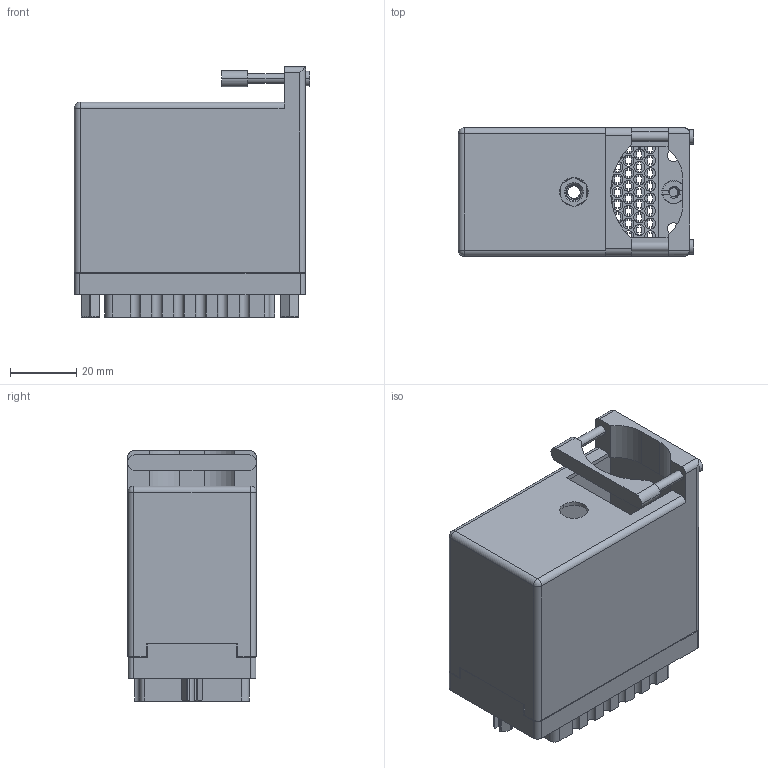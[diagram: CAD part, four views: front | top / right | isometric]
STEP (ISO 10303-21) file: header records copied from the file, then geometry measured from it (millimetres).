
FILE_DESCRIPTION (( 'STEP AP203' ), '1' );
FILE_NAME ('516-120-000-262.STEP', '2020-03-06T23:48:54', ( '' ), ( '' ), 'SwSTEP 2.0', 'SolidWorks 2016', '' );
FILE_SCHEMA (( 'CONFIG_CONTROL_DESIGN' ));
Length unit declared in the file: inch
Products named in the file (7): 516-221-090-102_090; 516-221-090-102_091; 516-252-091-102; 516-120-000-262; 516 Part Receptacle_120; 516-230-001_Metal - 120 Top Entry; 516-252-095-100
Assembly tree (7 placements, depth 2):
  516-120-000-262
    516 Part Receptacle_120
    516-230-001_Metal - 120 Top Entry
    516-252-091-102  x2
    516-221-090-102_090
    516-252-095-100
    516-221-090-102_091
Bounding box: 71.25 x 38.86 x 75.72 mm (x, y, z)
Volume: 43705.7 mm3; surface area: 66821.2 mm2
Topology: 7 solids, 7 shells, 2758 faces, 8135 edges, 5405 vertices
Faces by surface type: plane 1882, cylinder 800, cone 46, bspline 28, sphere 2
Entity records: 99415 total; most frequent: CARTESIAN_POINT 23764, ORIENTED_EDGE 16102, DIRECTION 15332, EDGE_CURVE 8051, VECTOR 5796, LINE 5796, VERTEX_POINT 5353, AXIS2_PLACEMENT_3D 4768
